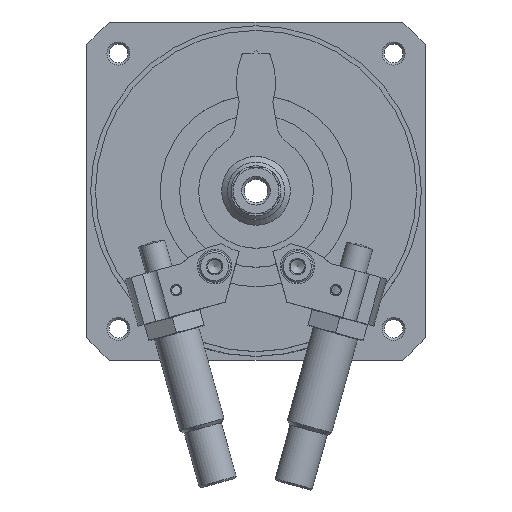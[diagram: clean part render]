
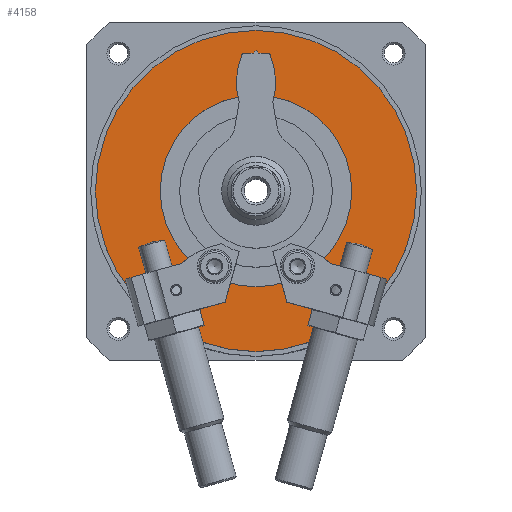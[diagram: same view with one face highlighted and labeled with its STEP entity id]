
A CAD part, top view. The second image highlights one B-rep face of the part: STEP entity #4158.
In plain terms, the highlighted face is planar.
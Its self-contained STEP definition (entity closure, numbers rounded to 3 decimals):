
#188=PLANE('',#4589);
#816=ORIENTED_EDGE('',*,*,#1838,.F.);
#817=ORIENTED_EDGE('',*,*,#1839,.T.);
#1838=EDGE_CURVE('',#2359,#2359,#2760,.T.);
#1839=EDGE_CURVE('',#2360,#2360,#2761,.T.);
#2359=VERTEX_POINT('',#6710);
#2360=VERTEX_POINT('',#6712);
#2760=CIRCLE('',#4590,28.);
#2761=CIRCLE('',#4591,16.7);
#3071=EDGE_LOOP('',(#816));
#3072=EDGE_LOOP('',(#817));
#3576=FACE_BOUND('',#3071,.T.);
#3577=FACE_BOUND('',#3072,.T.);
#4158=ADVANCED_FACE('',(#3576,#3577),#188,.F.);
#4589=AXIS2_PLACEMENT_3D('',#6708,#5277,#5278);
#4590=AXIS2_PLACEMENT_3D('',#6709,#5279,#5280);
#4591=AXIS2_PLACEMENT_3D('',#6711,#5281,#5282);
#5277=DIRECTION('',(1.,0.,0.));
#5278=DIRECTION('',(0.,0.,-1.));
#5279=DIRECTION('',(1.,0.,0.));
#5280=DIRECTION('',(0.,0.,-1.));
#5281=DIRECTION('',(1.,0.,0.));
#5282=DIRECTION('',(0.,0.,-1.));
#6708=CARTESIAN_POINT('',(-31.,0.,0.));
#6709=CARTESIAN_POINT('',(-31.,0.,0.));
#6710=CARTESIAN_POINT('',(-31.,0.,-28.));
#6711=CARTESIAN_POINT('',(-31.,0.,0.));
#6712=CARTESIAN_POINT('',(-31.,0.,-16.7));
